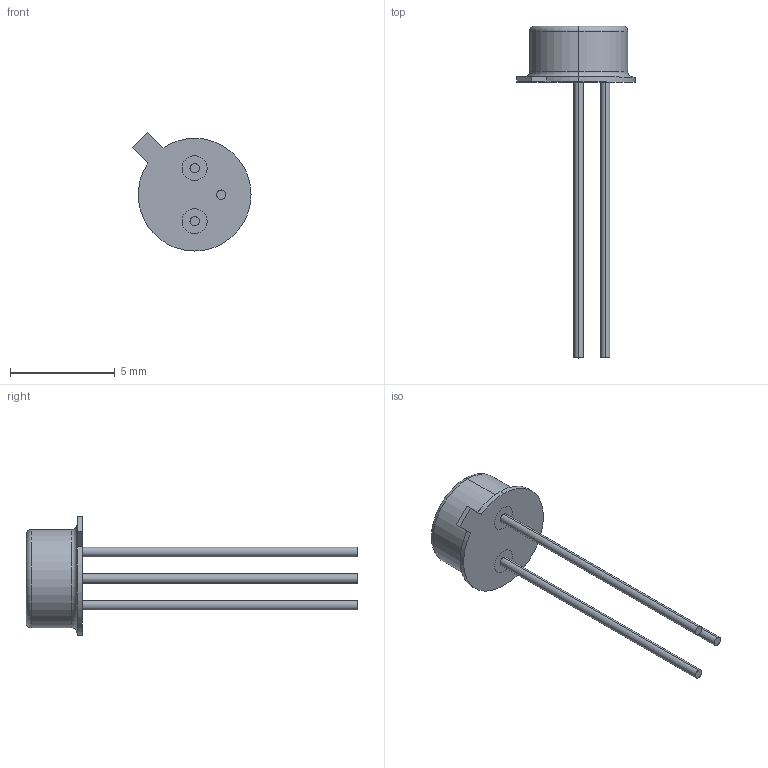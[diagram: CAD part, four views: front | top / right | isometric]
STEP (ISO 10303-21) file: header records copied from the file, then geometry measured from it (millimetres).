
FILE_DESCRIPTION (( 'STEP AP214' ), '1' );
FILE_NAME ('FDS015.STEP', '2017-02-14T20:52:42', ( 'admin' ), ( '' ), 'SwSTEP 2.0', 'SolidWorks 2014', '' );
FILE_SCHEMA (( 'AUTOMOTIVE_DESIGN' ));
Length unit declared in the file: millimetre
Products named in the file (1): FDS015
Bounding box: 5.65 x 15.88 x 5.65 mm (x, y, z)
Volume: 53.5 mm3; surface area: 143 mm2
Topology: 1 solids, 1 shells, 29 faces, 60 edges, 40 vertices
Faces by surface type: cylinder 13, plane 12, torus 4
Entity records: 1046 total; most frequent: DIRECTION 158, CARTESIAN_POINT 130, ORIENTED_EDGE 120, AXIS2_PLACEMENT_3D 68, EDGE_CURVE 60, VERTEX_POINT 40, CIRCLE 38, EDGE_LOOP 36
